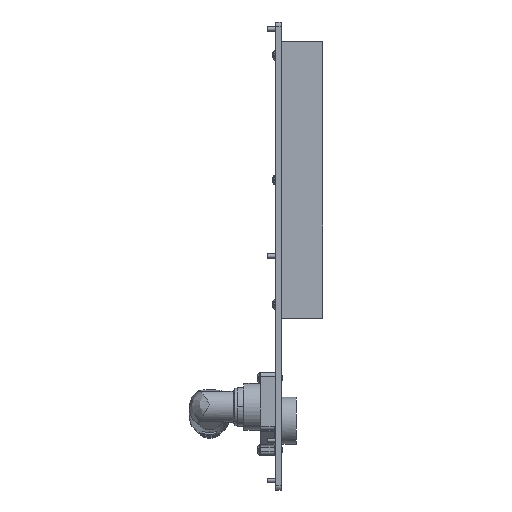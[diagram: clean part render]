
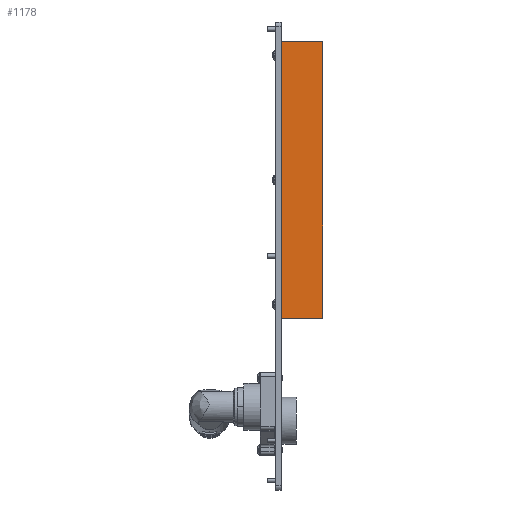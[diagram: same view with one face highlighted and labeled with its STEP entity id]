
A CAD part, left-side view. The second image highlights one B-rep face of the part: STEP entity #1178.
In plain terms, the highlighted face is planar.
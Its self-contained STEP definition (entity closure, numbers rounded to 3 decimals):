
#83 = VECTOR ( 'NONE', #15049, 1000. ) ;
#195 = FACE_OUTER_BOUND ( 'NONE', #2120, .T. ) ;
#595 = VECTOR ( 'NONE', #11950, 1000. ) ;
#1178 = ADVANCED_FACE ( 'NONE', ( #195 ), #3945, .T. ) ;
#1249 = VERTEX_POINT ( 'NONE', #9351 ) ;
#1717 = DIRECTION ( 'NONE',  ( 0., 1., 0. ) ) ;
#2032 = EDGE_CURVE ( 'NONE', #1249, #11565, #3652, .T. ) ;
#2120 = EDGE_LOOP ( 'NONE', ( #5682, #16119, #6209, #13990 ) ) ;
#3404 = EDGE_CURVE ( 'NONE', #9423, #3931, #8526, .T. ) ;
#3652 = LINE ( 'NONE', #10592, #595 ) ;
#3677 = CARTESIAN_POINT ( 'NONE',  ( -100., 15., 5. ) ) ;
#3931 = VERTEX_POINT ( 'NONE', #3677 ) ;
#3945 = PLANE ( 'NONE',  #9505 ) ;
#4585 = VECTOR ( 'NONE', #8767, 1000. ) ;
#5542 = DIRECTION ( 'NONE',  ( 1., 0., 0. ) ) ;
#5682 = ORIENTED_EDGE ( 'NONE', *, *, #15153, .T. ) ;
#6209 = ORIENTED_EDGE ( 'NONE', *, *, #16169, .T. ) ;
#6586 = CARTESIAN_POINT ( 'NONE',  ( 100., 15., 5. ) ) ;
#6783 = VECTOR ( 'NONE', #1717, 1000. ) ;
#7499 = LINE ( 'NONE', #11316, #4585 ) ;
#8526 = LINE ( 'NONE', #16487, #83 ) ;
#8767 = DIRECTION ( 'NONE',  ( 0., -1., 0. ) ) ;
#9351 = CARTESIAN_POINT ( 'NONE',  ( -100., -15., 5. ) ) ;
#9423 = VERTEX_POINT ( 'NONE', #6586 ) ;
#9505 = AXIS2_PLACEMENT_3D ( 'NONE', #15709, #13346, #5542 ) ;
#10592 = CARTESIAN_POINT ( 'NONE',  ( -100., -15., 5. ) ) ;
#10971 = CARTESIAN_POINT ( 'NONE',  ( 100., -15., 5. ) ) ;
#11316 = CARTESIAN_POINT ( 'NONE',  ( -100., 15., 5. ) ) ;
#11565 = VERTEX_POINT ( 'NONE', #10971 ) ;
#11950 = DIRECTION ( 'NONE',  ( 1., 0., 0. ) ) ;
#13346 = DIRECTION ( 'NONE',  ( 0., 0., 1. ) ) ;
#13990 = ORIENTED_EDGE ( 'NONE', *, *, #3404, .T. ) ;
#14686 = CARTESIAN_POINT ( 'NONE',  ( 100., 15., 5. ) ) ;
#14933 = LINE ( 'NONE', #14686, #6783 ) ;
#15049 = DIRECTION ( 'NONE',  ( -1., 0., 0. ) ) ;
#15153 = EDGE_CURVE ( 'NONE', #3931, #1249, #7499, .T. ) ;
#15709 = CARTESIAN_POINT ( 'NONE',  ( -100., -15., 5. ) ) ;
#16119 = ORIENTED_EDGE ( 'NONE', *, *, #2032, .T. ) ;
#16169 = EDGE_CURVE ( 'NONE', #11565, #9423, #14933, .T. ) ;
#16487 = CARTESIAN_POINT ( 'NONE',  ( -100., 15., 5. ) ) ;
